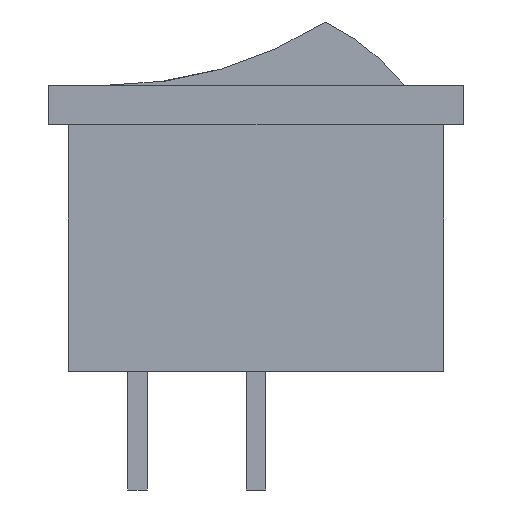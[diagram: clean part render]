
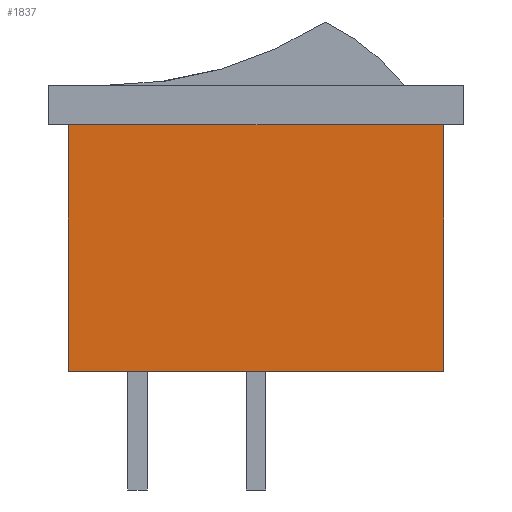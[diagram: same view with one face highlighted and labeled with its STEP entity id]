
A CAD part, front view. The second image highlights one B-rep face of the part: STEP entity #1837.
In plain terms, the highlighted planar face has unit normal (0, -1, 0).
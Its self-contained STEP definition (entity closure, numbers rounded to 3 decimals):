
#288=FACE_OUTER_BOUND('',#397,.T.);
#397=EDGE_LOOP('',(#1636,#1637,#1638,#1639));
#541=LINE('',#3653,#692);
#542=LINE('',#3656,#693);
#543=LINE('',#3658,#694);
#544=LINE('',#3659,#695);
#692=VECTOR('',#2267,10.);
#693=VECTOR('',#2270,10.);
#694=VECTOR('',#2271,10.);
#695=VECTOR('',#2272,10.);
#876=VERTEX_POINT('',#3647);
#878=VERTEX_POINT('',#3651);
#879=VERTEX_POINT('',#3655);
#880=VERTEX_POINT('',#3657);
#1137=EDGE_CURVE('',#876,#878,#541,.T.);
#1138=EDGE_CURVE('',#876,#879,#542,.T.);
#1139=EDGE_CURVE('',#880,#878,#543,.T.);
#1140=EDGE_CURVE('',#879,#880,#544,.T.);
#1636=ORIENTED_EDGE('',*,*,#1138,.F.);
#1637=ORIENTED_EDGE('',*,*,#1137,.T.);
#1638=ORIENTED_EDGE('',*,*,#1139,.F.);
#1639=ORIENTED_EDGE('',*,*,#1140,.F.);
#1735=PLANE('',#1949);
#1837=ADVANCED_FACE('',(#288),#1735,.T.);
#1949=AXIS2_PLACEMENT_3D('',#3654,#2268,#2269);
#2267=DIRECTION('',(0.,0.,-1.));
#2268=DIRECTION('center_axis',(0.,-1.,0.));
#2269=DIRECTION('ref_axis',(-1.,0.,0.));
#2270=DIRECTION('',(1.,0.,0.));
#2271=DIRECTION('',(-1.,0.,0.));
#2272=DIRECTION('',(0.,0.,-1.));
#3647=CARTESIAN_POINT('',(-9.5,-6.5,0.));
#3651=CARTESIAN_POINT('',(-9.5,-6.5,-12.5));
#3653=CARTESIAN_POINT('',(-9.5,-6.5,0.));
#3654=CARTESIAN_POINT('Origin',(9.5,-6.5,0.));
#3655=CARTESIAN_POINT('',(9.5,-6.5,0.));
#3656=CARTESIAN_POINT('',(4.75,-6.5,0.));
#3657=CARTESIAN_POINT('',(9.5,-6.5,-12.5));
#3658=CARTESIAN_POINT('',(-9.5,-6.5,-12.5));
#3659=CARTESIAN_POINT('',(9.5,-6.5,0.));
